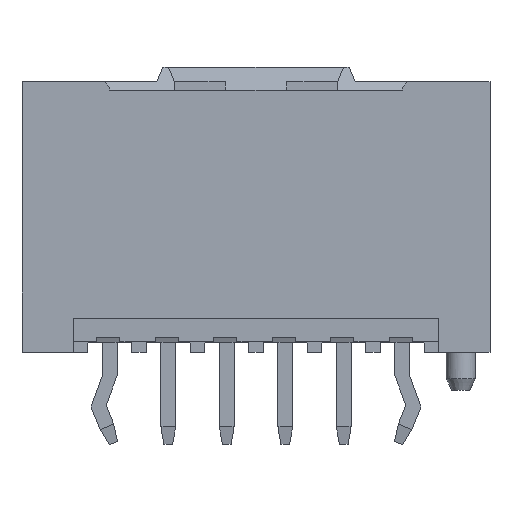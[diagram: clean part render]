
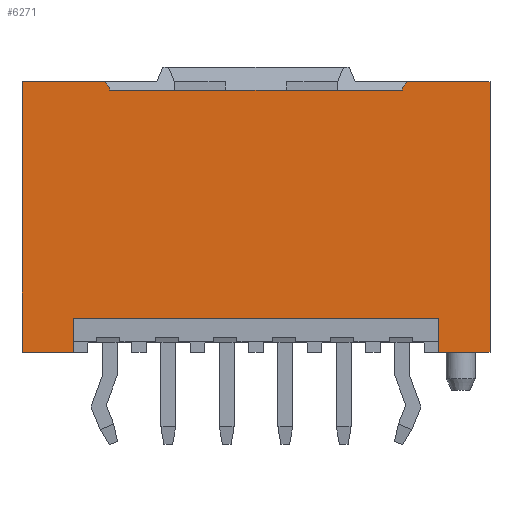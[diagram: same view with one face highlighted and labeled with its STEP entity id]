
A CAD part, top view. The second image highlights one B-rep face of the part: STEP entity #6271.
In plain terms, the highlighted planar face has unit normal (0, 0, 1).
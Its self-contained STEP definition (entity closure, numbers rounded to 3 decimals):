
#35=DIRECTION('',(0.,-1.,0.));
#36=VECTOR('',#35,9.25);
#37=CARTESIAN_POINT('',(-8.,9.25,0.));
#38=LINE('',#37,#36);
#889=DIRECTION('',(1.,0.,0.));
#890=VECTOR('',#889,1.75);
#891=CARTESIAN_POINT('',(-8.,0.,0.));
#892=LINE('',#891,#890);
#901=DIRECTION('',(1.,0.,0.));
#902=VECTOR('',#901,1.75);
#903=CARTESIAN_POINT('',(6.25,0.,0.));
#904=LINE('',#903,#902);
#1024=DIRECTION('',(-0.707,0.707,0.));
#1025=VECTOR('',#1024,0.283);
#1026=CARTESIAN_POINT('',(-5.,9.05,0.));
#1027=LINE('',#1026,#1025);
#1028=DIRECTION('',(0.,-1.,0.));
#1029=VECTOR('',#1028,0.1);
#1030=CARTESIAN_POINT('',(-5.,9.05,0.));
#1031=LINE('',#1030,#1029);
#1032=DIRECTION('',(1.,0.,0.));
#1033=VECTOR('',#1032,10.);
#1034=CARTESIAN_POINT('',(-5.,8.95,0.));
#1035=LINE('',#1034,#1033);
#1036=DIRECTION('',(0.,-1.,0.));
#1037=VECTOR('',#1036,0.1);
#1038=CARTESIAN_POINT('',(5.,9.05,0.));
#1039=LINE('',#1038,#1037);
#1040=DIRECTION('',(-0.707,-0.707,0.));
#1041=VECTOR('',#1040,0.283);
#1042=CARTESIAN_POINT('',(5.2,9.25,0.));
#1043=LINE('',#1042,#1041);
#1044=DIRECTION('',(1.,0.,0.));
#1045=VECTOR('',#1044,2.8);
#1046=CARTESIAN_POINT('',(5.2,9.25,0.));
#1047=LINE('',#1046,#1045);
#1048=DIRECTION('',(0.,-1.,0.));
#1049=VECTOR('',#1048,1.15);
#1050=CARTESIAN_POINT('',(6.25,1.15,0.));
#1051=LINE('',#1050,#1049);
#1052=DIRECTION('',(1.,0.,0.));
#1053=VECTOR('',#1052,12.5);
#1054=CARTESIAN_POINT('',(-6.25,1.15,0.));
#1055=LINE('',#1054,#1053);
#1056=DIRECTION('',(0.,-1.,0.));
#1057=VECTOR('',#1056,1.15);
#1058=CARTESIAN_POINT('',(-6.25,1.15,0.));
#1059=LINE('',#1058,#1057);
#1060=DIRECTION('',(1.,0.,0.));
#1061=VECTOR('',#1060,2.8);
#1062=CARTESIAN_POINT('',(-8.,9.25,0.));
#1063=LINE('',#1062,#1061);
#2084=DIRECTION('',(0.,-1.,0.));
#2085=VECTOR('',#2084,9.25);
#2086=CARTESIAN_POINT('',(8.,9.25,0.));
#2087=LINE('',#2086,#2085);
#3811=CARTESIAN_POINT('',(-8.,9.25,0.));
#3812=CARTESIAN_POINT('',(-8.,0.,0.));
#3813=VERTEX_POINT('',#3811);
#3814=VERTEX_POINT('',#3812);
#3827=CARTESIAN_POINT('',(8.,9.25,0.));
#3828=CARTESIAN_POINT('',(8.,0.,0.));
#3829=VERTEX_POINT('',#3827);
#3830=VERTEX_POINT('',#3828);
#3844=CARTESIAN_POINT('',(6.25,1.15,0.));
#3846=VERTEX_POINT('',#3844);
#3848=CARTESIAN_POINT('',(-6.25,1.15,0.));
#3850=VERTEX_POINT('',#3848);
#3855=CARTESIAN_POINT('',(-6.25,0.,0.));
#3856=VERTEX_POINT('',#3855);
#3857=CARTESIAN_POINT('',(6.25,0.,0.));
#3858=VERTEX_POINT('',#3857);
#3963=CARTESIAN_POINT('',(-5.,8.95,0.));
#3964=VERTEX_POINT('',#3963);
#3965=CARTESIAN_POINT('',(5.,8.95,0.));
#3966=VERTEX_POINT('',#3965);
#4739=CARTESIAN_POINT('',(-5.,9.05,0.));
#4740=CARTESIAN_POINT('',(-5.2,9.25,0.));
#4741=VERTEX_POINT('',#4739);
#4742=VERTEX_POINT('',#4740);
#4779=CARTESIAN_POINT('',(5.2,9.25,0.));
#4780=CARTESIAN_POINT('',(5.,9.05,0.));
#4781=VERTEX_POINT('',#4779);
#4782=VERTEX_POINT('',#4780);
#6240=CARTESIAN_POINT('',(-8.,9.25,0.));
#6241=DIRECTION('',(0.,0.,1.));
#6242=DIRECTION('',(0.,-1.,0.));
#6243=AXIS2_PLACEMENT_3D('',#6240,#6241,#6242);
#6244=PLANE('',#6243);
#6246=ORIENTED_EDGE('',*,*,#6245,.F.);
#6248=ORIENTED_EDGE('',*,*,#6247,.T.);
#6250=ORIENTED_EDGE('',*,*,#6249,.T.);
#6252=ORIENTED_EDGE('',*,*,#6251,.F.);
#6254=ORIENTED_EDGE('',*,*,#6253,.F.);
#6256=ORIENTED_EDGE('',*,*,#6255,.T.);
#6258=ORIENTED_EDGE('',*,*,#6257,.T.);
#6259=ORIENTED_EDGE('',*,*,#6043,.F.);
#6261=ORIENTED_EDGE('',*,*,#6260,.F.);
#6263=ORIENTED_EDGE('',*,*,#6262,.F.);
#6264=ORIENTED_EDGE('',*,*,#6215,.T.);
#6265=ORIENTED_EDGE('',*,*,#6027,.F.);
#6266=ORIENTED_EDGE('',*,*,#4968,.F.);
#6268=ORIENTED_EDGE('',*,*,#6267,.T.);
#6269=EDGE_LOOP('',(#6246,#6248,#6250,#6252,#6254,#6256,#6258,#6259,#6261,#6263,
#6264,#6265,#6266,#6268));
#6270=FACE_OUTER_BOUND('',#6269,.F.);
#6271=ADVANCED_FACE('',(#6270),#6244,.T.);
#4968=EDGE_CURVE('',#3813,#3814,#38,.T.);
#6027=EDGE_CURVE('',#3814,#3856,#892,.T.);
#6043=EDGE_CURVE('',#3858,#3830,#904,.T.);
#6215=EDGE_CURVE('',#3850,#3856,#1059,.T.);
#6245=EDGE_CURVE('',#4741,#4742,#1027,.T.);
#6247=EDGE_CURVE('',#4741,#3964,#1031,.T.);
#6249=EDGE_CURVE('',#3964,#3966,#1035,.T.);
#6251=EDGE_CURVE('',#4782,#3966,#1039,.T.);
#6253=EDGE_CURVE('',#4781,#4782,#1043,.T.);
#6255=EDGE_CURVE('',#4781,#3829,#1047,.T.);
#6257=EDGE_CURVE('',#3829,#3830,#2087,.T.);
#6260=EDGE_CURVE('',#3846,#3858,#1051,.T.);
#6262=EDGE_CURVE('',#3850,#3846,#1055,.T.);
#6267=EDGE_CURVE('',#3813,#4742,#1063,.T.);
